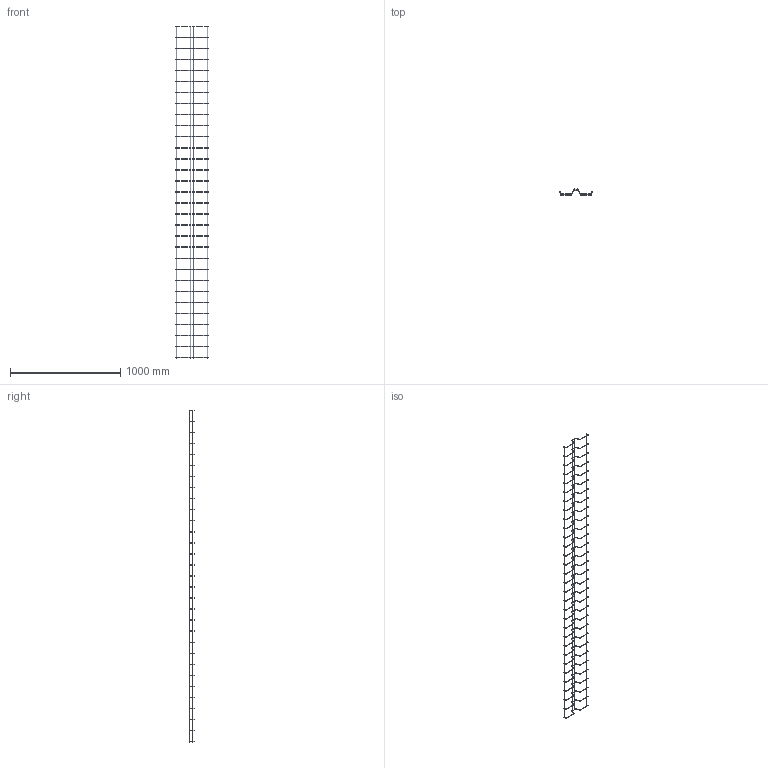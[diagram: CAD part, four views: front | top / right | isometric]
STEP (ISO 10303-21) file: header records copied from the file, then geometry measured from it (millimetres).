
FILE_DESCRIPTION((''),'2;1');
FILE_NAME('970170_ASM','2018-11-07T13:53:23',('tomasz.grudniewski'),(''),'CREO PARAMETRIC BY PTC INC, 2018260','CREO PARAMETRIC BY PTC INC, 2018260','');
FILE_SCHEMA(('CONFIG_CONTROL_DESIGN'));
Length unit declared in the file: millimetre
Products named in the file (3): POPRZECZNY; WZDLUZNY; 970170_ASM
Assembly tree (35 placements, depth 2):
  970170_ASM
    POPRZECZNY  x31
    WZDLUZNY  x4
Bounding box: 294.26 x 50 x 3004.75 mm (x, y, z)
Volume: 376061.8 mm3; surface area: 335179.6 mm2
Topology: 35 solids, 35 shells, 1024 faces, 1978 edges, 1024 vertices
Faces by surface type: cylinder 442, torus 372, cone 140, plane 70
Entity records: 1348 total; most frequent: DIRECTION 284, CARTESIAN_POINT 194, ORIENTED_EDGE 152, AXIS2_PLACEMENT_3D 130, EDGE_CURVE 76, CIRCLE 52, VERTEX_POINT 40, EDGE_LOOP 40
